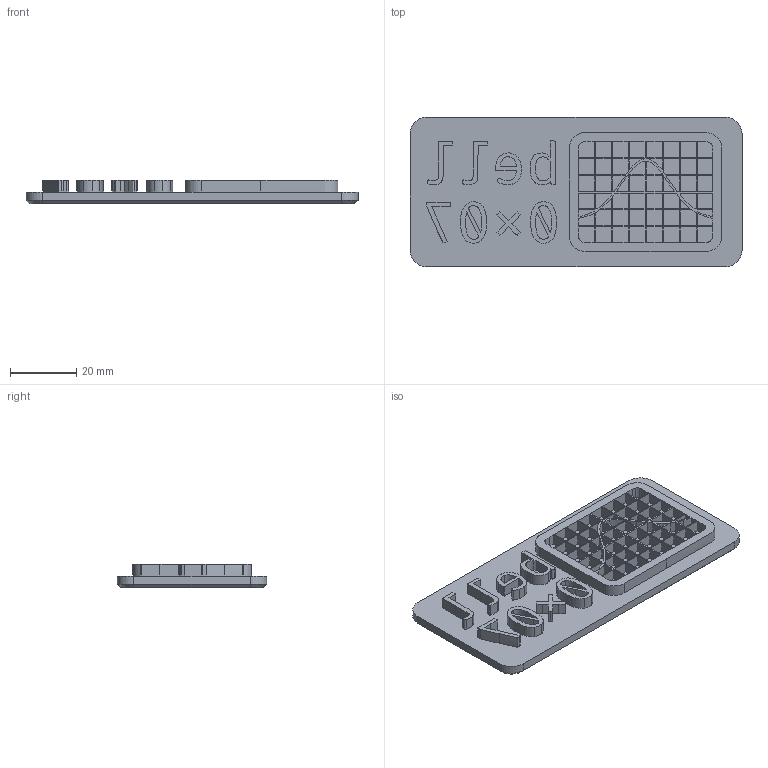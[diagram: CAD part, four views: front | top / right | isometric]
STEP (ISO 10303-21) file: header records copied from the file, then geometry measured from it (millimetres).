
FILE_DESCRIPTION(('HOOPS Exchange Step'),'2;1');
FILE_NAME('temp_export','2023-03-24T09:44:14+01:00',('mobile'),('Shapr3D Limited'),'HOOPS Exchange 2022.2','Shapr3D','Authorized');
FILE_SCHEMA( ('AUTOMOTIVE_DESIGN { 1 0 10303 214 1 1 1 1 }') );
Length unit declared in the file: millimetre
Products named in the file (2): logo v2.step; root
Assembly tree (1 placements, depth 2):
  root
    logo v2.step
Bounding box: 100 x 45 x 7 mm (x, y, z)
Volume: 18459.8 mm3; surface area: 16880.2 mm2
Topology: 10 solids, 10 shells, 497 faces, 1433 edges, 948 vertices
Faces by surface type: plane 321, bspline 163, cylinder 9, cone 4
Entity records: 19529 total; most frequent: CARTESIAN_POINT 7417, ORIENTED_EDGE 2850, DIRECTION 1765, EDGE_CURVE 1425, VECTOR 1049, LINE 1049, VERTEX_POINT 948, EDGE_LOOP 621
